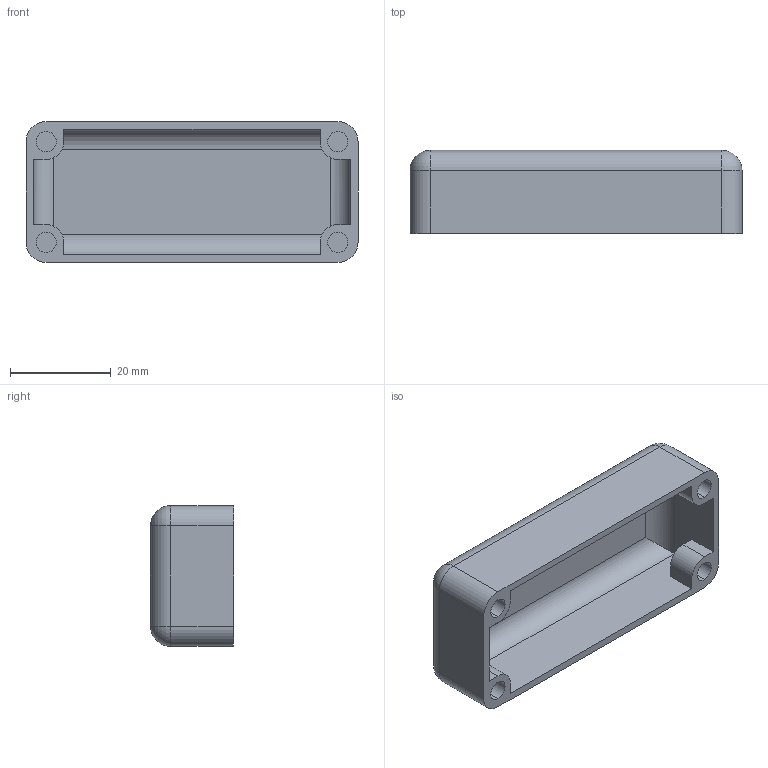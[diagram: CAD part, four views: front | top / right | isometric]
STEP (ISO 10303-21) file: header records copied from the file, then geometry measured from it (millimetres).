
FILE_DESCRIPTION (( 'STEP AP214' ), '1' );
FILE_NAME ('Shunt cover guard.STEP', '2023-12-08T12:24:31', ( '' ), ( '' ), 'SwSTEP 2.0', 'SolidWorks 2021', '' );
FILE_SCHEMA (( 'AUTOMOTIVE_DESIGN' ));
Length unit declared in the file: millimetre
Products named in the file (1): Shunt cover guard
Bounding box: 66 x 16.5 x 28 mm (x, y, z)
Volume: 7167.1 mm3; surface area: 9150.2 mm2
Topology: 1 solids, 1 shells, 55 faces, 132 edges, 80 vertices
Faces by surface type: plane 27, cylinder 24, sphere 4
Entity records: 1588 total; most frequent: CARTESIAN_POINT 276, DIRECTION 276, ORIENTED_EDGE 256, EDGE_CURVE 128, AXIS2_PLACEMENT_3D 96, VECTOR 84, LINE 84, VERTEX_POINT 80
